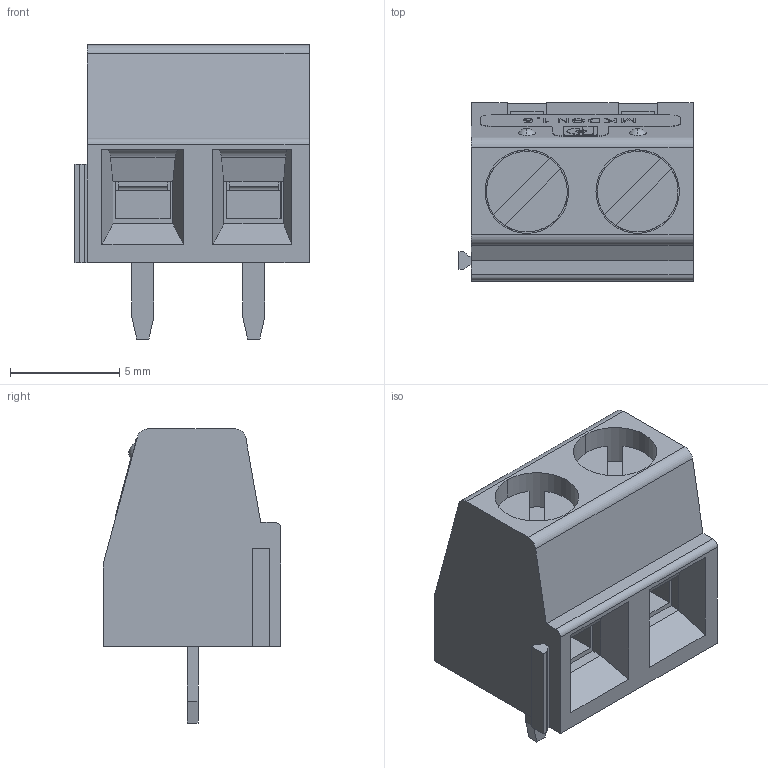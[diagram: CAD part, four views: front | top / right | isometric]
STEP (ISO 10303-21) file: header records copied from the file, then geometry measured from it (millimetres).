
FILE_DESCRIPTION(('STEP AP214'),'1');
FILE_NAME('cctmp_1B7765B9-A10F-4A85-AB00-4244CE8ED2D0_2023_06_14_11_46_55_0900_13012..stp','2023-06-14T11:46:56',('PHOENIX CONTACT Deutschland GmbH'),('CADClick - www.CADClick.com'),'Spatial InterOp 3D',' ','unknown authorization');
FILE_SCHEMA(('AUTOMOTIVE_DESIGN'));
Length unit declared in the file: millimetre
Products named in the file (8): 2023_06_14_11_46_55_0571; 2023_06_14_11_46_55_0900; 2023_06_14_11_46_55_0885; 2023_06_14_11_46_55_0869; 2023_06_14_11_46_55_0853; 2023_06_14_11_46_55_0838; 2023_06_14_11_46_55_0822; 2023_06_14_11_46_55_0791
Assembly tree (7 placements, depth 2):
  2023_06_14_11_46_55_0571
    2023_06_14_11_46_55_0900
    2023_06_14_11_46_55_0885
    2023_06_14_11_46_55_0869
    2023_06_14_11_46_55_0853
    2023_06_14_11_46_55_0838
    2023_06_14_11_46_55_0822
    2023_06_14_11_46_55_0791
Bounding box: 10.72 x 8.15 x 13.47 mm (x, y, z)
Volume: 518.7 mm3; surface area: 1408.8 mm2
Topology: 7 solids, 7 shells, 522 faces, 1452 edges, 960 vertices
Faces by surface type: plane 446, cylinder 65, sphere 6, extrusion 5
Entity records: 22840 total; most frequent: CARTESIAN_POINT 3201, ORIENTED_EDGE 2904, DIRECTION 2663, EDGE_CURVE 1452, VECTOR 1281, LINE 1276, VERTEX_POINT 960, STYLED_ITEM 863
